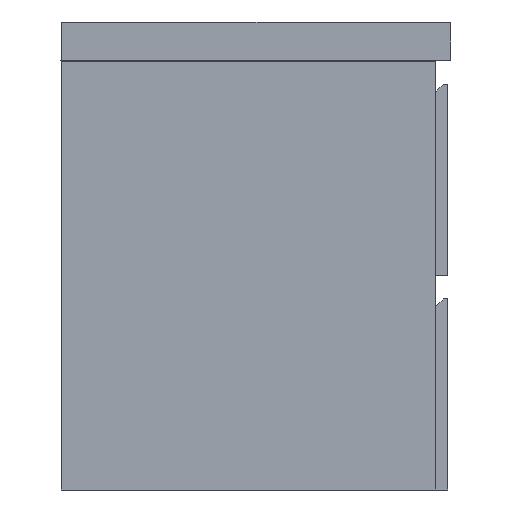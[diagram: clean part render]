
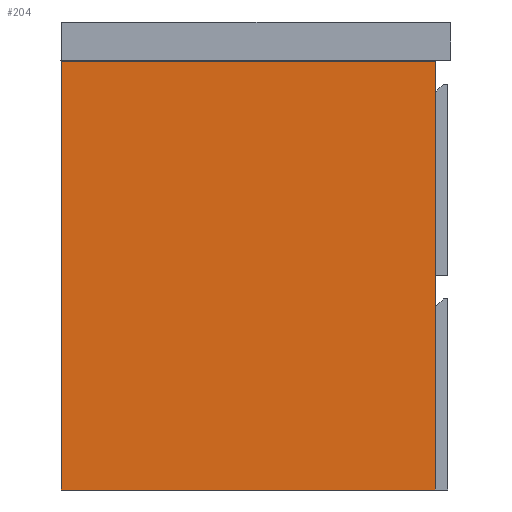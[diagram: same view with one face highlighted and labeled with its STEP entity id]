
A CAD part, left-side view. The second image highlights one B-rep face of the part: STEP entity #204.
In plain terms, the highlighted planar face has unit normal (-1, 0, 0).
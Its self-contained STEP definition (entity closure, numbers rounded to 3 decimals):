
#204=ADVANCED_FACE('',(#277),#1120,.T.);
#277=FACE_OUTER_BOUND('',#350,.T.);
#350=EDGE_LOOP('',(#590,#591,#592,#593));
#590=ORIENTED_EDGE('',*,*,#789,.F.);
#591=ORIENTED_EDGE('',*,*,#776,.T.);
#592=ORIENTED_EDGE('',*,*,#787,.T.);
#593=ORIENTED_EDGE('',*,*,#788,.F.);
#776=EDGE_CURVE('',#1039,#1038,#927,.T.);
#787=EDGE_CURVE('',#1038,#1046,#938,.T.);
#788=EDGE_CURVE('',#1047,#1046,#939,.T.);
#789=EDGE_CURVE('',#1039,#1047,#940,.T.);
#927=B_SPLINE_CURVE_WITH_KNOTS('',1,(#2068,#2069),.UNSPECIFIED.,.F.,.F.,
(2,2),(-550.,0.),.UNSPECIFIED.);
#938=B_SPLINE_CURVE_WITH_KNOTS('',1,(#2090,#2091),.UNSPECIFIED.,.F.,.F.,
(2,2),(-480.,0.),.UNSPECIFIED.);
#939=B_SPLINE_CURVE_WITH_KNOTS('',1,(#2092,#2093),.UNSPECIFIED.,.F.,.F.,
(2,2),(-550.,0.),.UNSPECIFIED.);
#940=B_SPLINE_CURVE_WITH_KNOTS('',1,(#2094,#2095),.UNSPECIFIED.,.F.,.F.,
(2,2),(-480.,0.),.UNSPECIFIED.);
#1038=VERTEX_POINT('',#2048);
#1039=VERTEX_POINT('',#2049);
#1046=VERTEX_POINT('',#2056);
#1047=VERTEX_POINT('',#2057);
#1120=PLANE('',#1314);
#1314=AXIS2_PLACEMENT_3D('',#2037,#1402,$);
#1402=DIRECTION('',(-1.,0.,0.));
#2037=CARTESIAN_POINT('',(-744.,-330.,528.));
#2048=CARTESIAN_POINT('',(-744.,275.,480.));
#2049=CARTESIAN_POINT('',(-744.,-275.,480.));
#2056=CARTESIAN_POINT('',(-744.,275.,0.));
#2057=CARTESIAN_POINT('',(-744.,-275.,0.));
#2068=CARTESIAN_POINT('',(-744.,-275.,480.));
#2069=CARTESIAN_POINT('',(-744.,275.,480.));
#2090=CARTESIAN_POINT('',(-744.,275.,480.));
#2091=CARTESIAN_POINT('',(-744.,275.,0.));
#2092=CARTESIAN_POINT('',(-744.,-275.,0.));
#2093=CARTESIAN_POINT('',(-744.,275.,0.));
#2094=CARTESIAN_POINT('',(-744.,-275.,480.));
#2095=CARTESIAN_POINT('',(-744.,-275.,0.));
